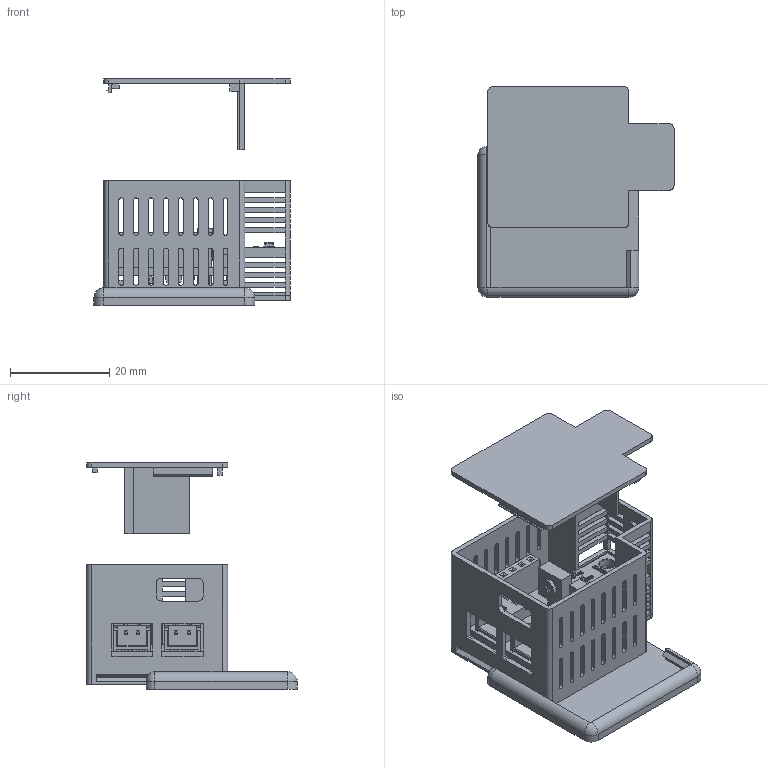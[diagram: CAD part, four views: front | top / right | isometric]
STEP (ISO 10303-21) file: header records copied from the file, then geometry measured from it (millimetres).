
FILE_DESCRIPTION(('HOOPS Exchange Step'),'2;1');
FILE_NAME('temp_export','2023-02-24T06:48:43+01:00',('mobile'),('Shapr3D Limited'),'HOOPS Exchange 2022.2','Shapr3D','Authorized');
FILE_SCHEMA( ('AUTOMOTIVE_DESIGN { 1 0 10303 214 1 1 1 1 }') );
Length unit declared in the file: millimetre
Products named in the file (21): Body; Lid; SOLID; JST_XH_S2B-XH-A-1_1x02_P2.50mm_Horizontal; CA6H; COMPOUND; BME280 v6; PinHeader_1x04_P2.54mm_Vertical; PinSocket_1x08_P2.54mm_Vertical; _autosave-FSR Bed Sensor_potentiometer PCB; FSR Bed Sensor_potentiometer.step; root
Assembly tree (20 placements, depth 4):
  root
    Body
    Lid
    FSR Bed Sensor_potentiometer.step
      JST_XH_S2B-XH-A-1_1x02_P2.50mm_Horizontal
        SOLID
      CA6H
        SOLID
      CA6H
        SOLID
      BME280 v6
        COMPOUND
      PinHeader_1x04_P2.54mm_Vertical
        SOLID
      JST_XH_S2B-XH-A-1_1x02_P2.50mm_Horizontal
        SOLID
      PinSocket_1x08_P2.54mm_Vertical
        SOLID
      PinSocket_1x08_P2.54mm_Vertical
        SOLID
      _autosave-FSR Bed Sensor_potentiometer PCB
Bounding box: 39.5 x 42.4 x 45.6 mm (x, y, z)
Volume: 8434.2 mm3; surface area: 18104.2 mm2
Topology: 21 solids, 21 shells, 1904 faces, 5169 edges, 3347 vertices
Faces by surface type: plane 1411, bspline 279, cylinder 190, sphere 22, torus 2
Full cylindrical faces by diameter (mm): 0.1 x1, 0.6 x8, 0.762 x4, 0.9 x6, 1 x20, 1.85 x2, 2.2 x2, 3.2 x1, 3.5 x2
Entity records: 63985 total; most frequent: CARTESIAN_POINT 16341, ORIENTED_EDGE 10326, DIRECTION 8302, EDGE_CURVE 5163, VECTOR 4186, LINE 4186, VERTEX_POINT 3347, EDGE_LOOP 2168
